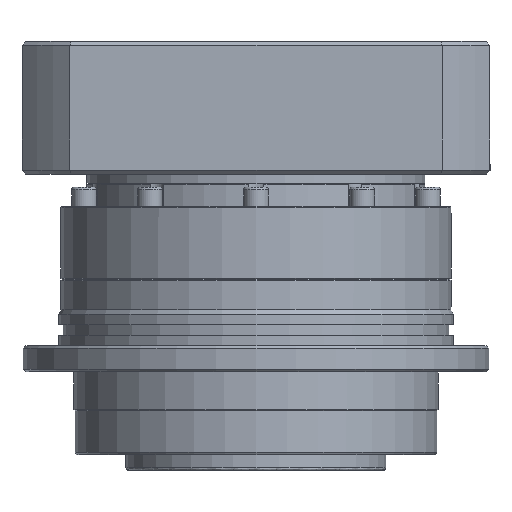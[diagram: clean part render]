
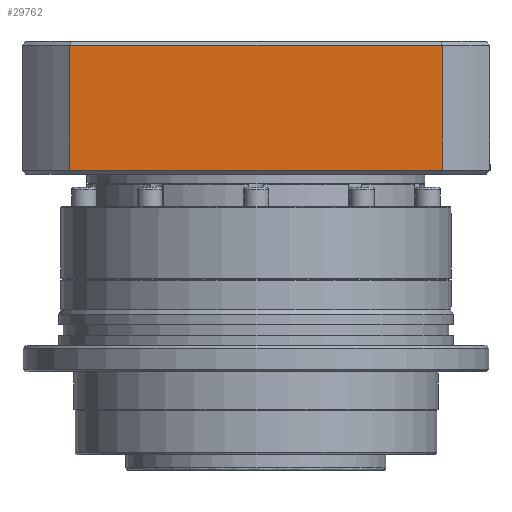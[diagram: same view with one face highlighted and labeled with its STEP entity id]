
A CAD part, front view. The second image highlights one B-rep face of the part: STEP entity #29762.
In plain terms, the highlighted planar face has unit normal (0, -1, 0).
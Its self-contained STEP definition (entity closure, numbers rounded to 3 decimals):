
#310 = CARTESIAN_POINT ( 'NONE',  ( -71.589, -90., 57. ) ) ;
#371 = ORIENTED_EDGE ( 'NONE', *, *, #35597, .F. ) ;
#3360 = LINE ( 'NONE', #27512, #10276 ) ;
#3487 = VECTOR ( 'NONE', #27970, 1000. ) ;
#4058 = VERTEX_POINT ( 'NONE', #35482 ) ;
#5569 = ORIENTED_EDGE ( 'NONE', *, *, #29344, .F. ) ;
#5654 = EDGE_CURVE ( 'NONE', #4058, #34804, #3360, .T. ) ;
#5918 = EDGE_LOOP ( 'NONE', ( #371, #34765, #5569, #20285 ) ) ;
#6090 = DIRECTION ( 'NONE',  ( 1., 0., 0. ) ) ;
#6193 = PLANE ( 'NONE',  #30151 ) ;
#7091 = DIRECTION ( 'NONE',  ( -1., 0., 0. ) ) ;
#7518 = CARTESIAN_POINT ( 'NONE',  ( 71.589, -90., 0. ) ) ;
#9273 = DIRECTION ( 'NONE',  ( 0., 1., 0. ) ) ;
#10276 = VECTOR ( 'NONE', #7091, 1000. ) ;
#10773 = VECTOR ( 'NONE', #6090, 1000. ) ;
#13367 = LINE ( 'NONE', #33769, #28901 ) ;
#13455 = EDGE_CURVE ( 'NONE', #24014, #33423, #34114, .T. ) ;
#16201 = DIRECTION ( 'NONE',  ( 0., 0., 1. ) ) ;
#20285 = ORIENTED_EDGE ( 'NONE', *, *, #5654, .F. ) ;
#24014 = VERTEX_POINT ( 'NONE', #31378 ) ;
#26346 = CARTESIAN_POINT ( 'NONE',  ( 71.589, -90., 57. ) ) ;
#26756 = CARTESIAN_POINT ( 'NONE',  ( -71.589, -90., 58.5 ) ) ;
#27512 = CARTESIAN_POINT ( 'NONE',  ( -35.795, -90., 9. ) ) ;
#27970 = DIRECTION ( 'NONE',  ( 0., 0., -1. ) ) ;
#28901 = VECTOR ( 'NONE', #16201, 1000. ) ;
#29344 = EDGE_CURVE ( 'NONE', #34804, #24014, #13367, .T. ) ;
#29702 = DIRECTION ( 'NONE',  ( -1., 0., 0. ) ) ;
#29762 = ADVANCED_FACE ( 'NONE', ( #32859 ), #6193, .F. ) ;
#30151 = AXIS2_PLACEMENT_3D ( 'NONE', #26756, #9273, #29702 ) ;
#31378 = CARTESIAN_POINT ( 'NONE',  ( -71.589, -90., 57. ) ) ;
#32859 = FACE_OUTER_BOUND ( 'NONE', #5918, .T. ) ;
#33423 = VERTEX_POINT ( 'NONE', #26346 ) ;
#33769 = CARTESIAN_POINT ( 'NONE',  ( -71.589, -90., 58.5 ) ) ;
#34114 = LINE ( 'NONE', #310, #10773 ) ;
#34689 = LINE ( 'NONE', #7518, #3487 ) ;
#34765 = ORIENTED_EDGE ( 'NONE', *, *, #13455, .F. ) ;
#34804 = VERTEX_POINT ( 'NONE', #35923 ) ;
#35482 = CARTESIAN_POINT ( 'NONE',  ( 71.589, -90., 9. ) ) ;
#35597 = EDGE_CURVE ( 'NONE', #33423, #4058, #34689, .T. ) ;
#35923 = CARTESIAN_POINT ( 'NONE',  ( -71.589, -90., 9. ) ) ;
